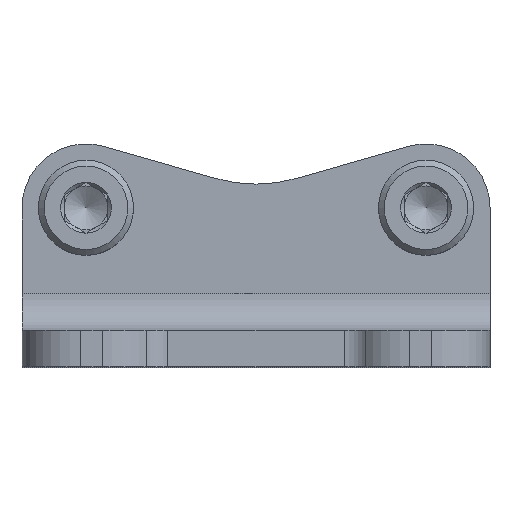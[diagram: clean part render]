
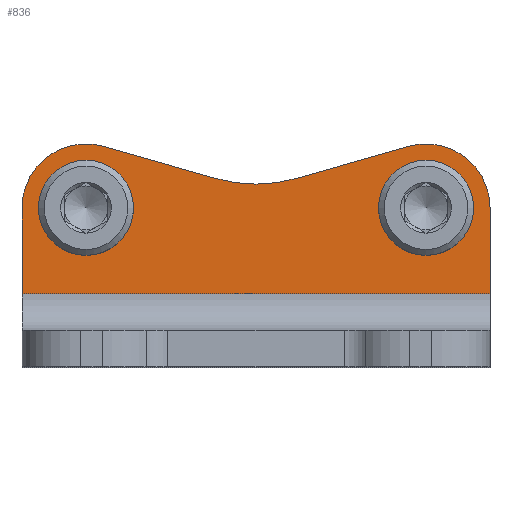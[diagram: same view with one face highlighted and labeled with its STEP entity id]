
A CAD part, top view. The second image highlights one B-rep face of the part: STEP entity #836.
In plain terms, the highlighted face is planar.
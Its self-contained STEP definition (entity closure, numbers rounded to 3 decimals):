
#106=CIRCLE('',#943,4.5);
#107=CIRCLE('',#944,4.5);
#108=CIRCLE('',#945,8.75);
#109=CIRCLE('',#946,8.75);
#110=CIRCLE('',#947,20.);
#185=ORIENTED_EDGE('',*,*,#402,.F.);
#186=ORIENTED_EDGE('',*,*,#403,.F.);
#187=ORIENTED_EDGE('',*,*,#404,.F.);
#188=ORIENTED_EDGE('',*,*,#405,.T.);
#189=ORIENTED_EDGE('',*,*,#406,.F.);
#190=ORIENTED_EDGE('',*,*,#400,.T.);
#191=ORIENTED_EDGE('',*,*,#407,.T.);
#192=ORIENTED_EDGE('',*,*,#408,.T.);
#193=ORIENTED_EDGE('',*,*,#409,.F.);
#194=ORIENTED_EDGE('',*,*,#410,.F.);
#400=EDGE_CURVE('',#506,#505,#563,.T.);
#402=EDGE_CURVE('',#507,#507,#106,.T.);
#403=EDGE_CURVE('',#508,#508,#107,.T.);
#404=EDGE_CURVE('',#509,#510,#564,.T.);
#405=EDGE_CURVE('',#509,#511,#108,.T.);
#406=EDGE_CURVE('',#506,#511,#565,.T.);
#407=EDGE_CURVE('',#505,#512,#566,.T.);
#408=EDGE_CURVE('',#512,#513,#109,.T.);
#409=EDGE_CURVE('',#514,#513,#567,.T.);
#410=EDGE_CURVE('',#510,#514,#110,.T.);
#505=VERTEX_POINT('',#1389);
#506=VERTEX_POINT('',#1391);
#507=VERTEX_POINT('',#1395);
#508=VERTEX_POINT('',#1397);
#509=VERTEX_POINT('',#1399);
#510=VERTEX_POINT('',#1400);
#511=VERTEX_POINT('',#1402);
#512=VERTEX_POINT('',#1405);
#513=VERTEX_POINT('',#1407);
#514=VERTEX_POINT('',#1409);
#563=LINE('',#1390,#619);
#564=LINE('',#1398,#620);
#565=LINE('',#1403,#621);
#566=LINE('',#1404,#622);
#567=LINE('',#1408,#623);
#619=VECTOR('',#1105,1000.);
#620=VECTOR('',#1114,1000.);
#621=VECTOR('',#1117,1000.);
#622=VECTOR('',#1118,1000.);
#623=VECTOR('',#1121,1000.);
#667=EDGE_LOOP('',(#185));
#668=EDGE_LOOP('',(#186));
#669=EDGE_LOOP('',(#187,#188,#189,#190,#191,#192,#193,#194));
#741=FACE_BOUND('',#667,.T.);
#742=FACE_BOUND('',#668,.T.);
#743=FACE_BOUND('',#669,.T.);
#808=PLANE('',#942);
#836=ADVANCED_FACE('',(#741,#742,#743),#808,.F.);
#942=AXIS2_PLACEMENT_3D('',#1393,#1108,#1109);
#943=AXIS2_PLACEMENT_3D('',#1394,#1110,#1111);
#944=AXIS2_PLACEMENT_3D('',#1396,#1112,#1113);
#945=AXIS2_PLACEMENT_3D('',#1401,#1115,#1116);
#946=AXIS2_PLACEMENT_3D('',#1406,#1119,#1120);
#947=AXIS2_PLACEMENT_3D('',#1410,#1122,#1123);
#1105=DIRECTION('',(0.,0.,-1.));
#1108=DIRECTION('',(-1.,0.,0.));
#1109=DIRECTION('',(0.,0.,1.));
#1110=DIRECTION('',(1.,0.,0.));
#1111=DIRECTION('',(0.,0.,-1.));
#1112=DIRECTION('',(1.,0.,0.));
#1113=DIRECTION('',(0.,0.,-1.));
#1114=DIRECTION('',(0.,-0.275,-0.961));
#1115=DIRECTION('',(1.,0.,0.));
#1116=DIRECTION('',(0.,0.,-1.));
#1117=DIRECTION('',(0.,1.,0.));
#1118=DIRECTION('',(0.,1.,0.));
#1119=DIRECTION('',(1.,0.,0.));
#1120=DIRECTION('',(0.,0.,-1.));
#1121=DIRECTION('',(0.,0.275,-0.961));
#1122=DIRECTION('',(1.,0.,0.));
#1123=DIRECTION('',(0.,0.,-1.));
#1389=CARTESIAN_POINT('',(5.,10.,-32.));
#1390=CARTESIAN_POINT('',(5.,10.,32.));
#1391=CARTESIAN_POINT('',(5.,10.,32.));
#1393=CARTESIAN_POINT('',(5.,10.,32.));
#1394=CARTESIAN_POINT('',(5.,21.75,23.25));
#1395=CARTESIAN_POINT('',(5.,21.75,18.75));
#1396=CARTESIAN_POINT('',(5.,21.75,-23.25));
#1397=CARTESIAN_POINT('',(5.,21.75,-27.75));
#1398=CARTESIAN_POINT('',(5.,30.162,20.842));
#1399=CARTESIAN_POINT('',(5.,30.162,20.842));
#1400=CARTESIAN_POINT('',(5.,25.772,5.503));
#1401=CARTESIAN_POINT('',(5.,21.75,23.25));
#1402=CARTESIAN_POINT('',(5.,21.75,32.));
#1403=CARTESIAN_POINT('',(5.,10.,32.));
#1404=CARTESIAN_POINT('',(5.,10.,-32.));
#1405=CARTESIAN_POINT('',(5.,21.75,-32.));
#1406=CARTESIAN_POINT('',(5.,21.75,-23.25));
#1407=CARTESIAN_POINT('',(5.,30.162,-20.842));
#1408=CARTESIAN_POINT('',(5.,25.772,-5.503));
#1409=CARTESIAN_POINT('',(5.,25.772,-5.503));
#1410=CARTESIAN_POINT('',(5.,45.,0.));
